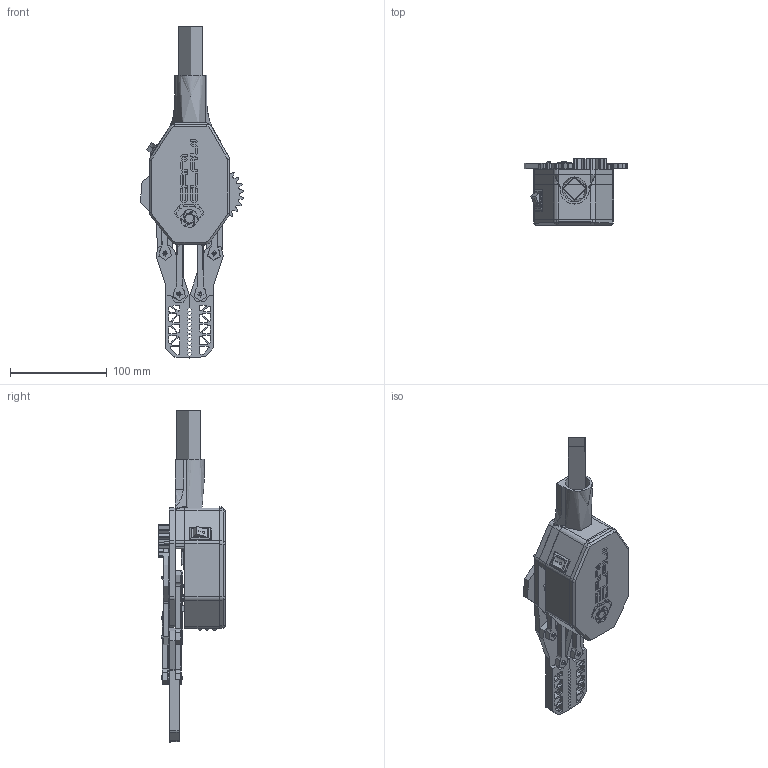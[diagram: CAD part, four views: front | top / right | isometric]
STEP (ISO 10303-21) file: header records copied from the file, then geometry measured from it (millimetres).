
FILE_DESCRIPTION(/* description */ (''),/* implementation_level */ '2;1');
FILE_NAME(/* name */ 'Robot Gripper v23c.step',/* time_stamp */ '2025-09-16T07:52:41+05:30',/* author */ (''),/* organization */ (''),/* preprocessor_version */ 'ST-DEVELOPER v20.1',/* originating_system */ 'Autodesk Translation Framework v14.17.0.0',/* authorisation */ '');
FILE_SCHEMA (('AUTOMOTIVE_DESIGN { 1 0 10303 214 3 1 1 }'));
Products named in the file (62): Robot Gripper v22; Base Gear; Gear Link 1; Gear Link 2; MG995; Base Plate; Gripper; link; Gripper (1); XIAO-ESP32S3-Sense; Seeed Studio XIAO-ESP32-S3 (Sense); USB TYPE C PORT; USB TYPE C PORT (1); BOSS-EXTRUDE14_8_; BOSS-EXTRUDE7_4_; BOSS-EXTRUDE7_3_; BOSS-EXTRUDE14_4_; BOSS-EXTRUDE14_2_; BOSS-EXTRUDE14_11_; BOSS-EXTRUDE7_7_; BOSS-EXTRUDE14_9_; BOSS-EXTRUDE14_3_; BOSS-EXTRUDE14_7_; MIRROR2; BOSS-EXTRUDE14_5_; BOSS-EXTRUDE14_12_; BOSS-EXTRUDE7_8_; BOSS-EXTRUDE7_1_; BOSS-EXTRUDE14_10_; BOSS-EXTRUDE7_9_; BOSS-EXTRUDE14_6_; CHAMFER9; BOSS-EXTRUDE14_1_; BOSS-EXTRUDE7_6_; BOSS-EXTRUDE7_2_; CUT-EXTRUDE5; BOSS-EXTRUDE7_5_; Shield; SKTAAAE010 v1; SKTAAAE010 v1_1 ...
Assembly tree (82 placements, depth 6):
  Robot Gripper v22
    Base Gear
    Gear Link 1
    link  x6
    Gear Link 2
    MG995
    Base Plate
    Gripper
    Gripper (1)
    XIAO-ESP32S3-Sense
      Seeed Studio XIAO-ESP32-S3 (Sense)
        USB TYPE C PORT
          USB TYPE C PORT (1)
            BOSS-EXTRUDE14_8_
            BOSS-EXTRUDE7_4_
            BOSS-EXTRUDE7_3_
            BOSS-EXTRUDE14_4_
            BOSS-EXTRUDE14_2_
            BOSS-EXTRUDE14_11_
            BOSS-EXTRUDE7_7_
            BOSS-EXTRUDE14_9_
            BOSS-EXTRUDE14_3_
            BOSS-EXTRUDE14_7_
            MIRROR2
            BOSS-EXTRUDE14_5_
            BOSS-EXTRUDE14_12_
            BOSS-EXTRUDE7_8_
            BOSS-EXTRUDE7_1_
            BOSS-EXTRUDE14_10_
            BOSS-EXTRUDE7_9_
            BOSS-EXTRUDE14_6_
            CHAMFER9
            BOSS-EXTRUDE14_1_
            BOSS-EXTRUDE7_6_
            BOSS-EXTRUDE7_2_
            CUT-EXTRUDE5
            BOSS-EXTRUDE7_5_
        Shield
        SKTAAAE010 v1
          Body
          Pins
        SKTAAAE010 v1_1
          Body
          Pins
        U.FL-R-SMT-1_10_ v1
        DF40C-30DP-0.4V_51_ v1
      Sense Expansion Board
        DF40HC(3.0)-30DS
      Camer Module
      EasyEDA PCB Model~YtsU
    Component11
    Component12
    18650_LI-ON_Battery_Holder_1042P
      18650_LI-ON_Battery_Holder_1042P_Base_Varsayilan
      18650_LI-ON_Battery_Holder_1042P_Polarized_Contact_Varsayilan
      18650_LI-ON_Battery_Holder_1042P_Leaf_Spring_Contact_Varsayilan
    Component13
    97763A422_NO THREADS_18-8 Stainless Steel Button Head Hex Drive Screw
s  x10
    Component15
    Component16
Bounding box: 106.88 x 68.57 x 343.55 mm (x, y, z)
Volume: 277148.5 mm3; surface area: 190986.1 mm2
Topology: 134 solids, 139 shells, 4607 faces, 11932 edges, 7778 vertices
Faces by surface type: plane 2746, cylinder 1260, bspline 311, cone 146, torus 118, sphere 26
Full cylindrical faces by diameter (mm): 0.5 x3, 0.6 x2, 0.75 x14, 1.1 x3, 1.5 x2, 1.524 x8, 1.575 x1, 1.72 x1, 1.86 x1, 2 x2, 2.5 x22, 2.8 x4, 3 x48, 3.041 x17, 3.175 x1, 4 x19, 5 x10, 5.2 x6, 5.3 x1, 5.7 x10, 5.8 x1, 6 x14, 6.32 x1, 6.5 x1, 7.147 x1, 7.85 x1, 8.5 x1, 10 x1, 12 x1, 19.5 x1
Entity records: 135654 total; most frequent: CARTESIAN_POINT 31959, ORIENTED_EDGE 21744, DIRECTION 20274, EDGE_CURVE 10872, LINE 7642, VECTOR 7642, VERTEX_POINT 7155, AXIS2_PLACEMENT_3D 6316
